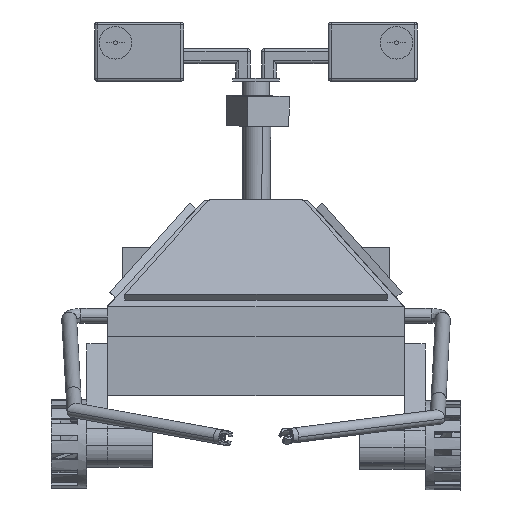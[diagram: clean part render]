
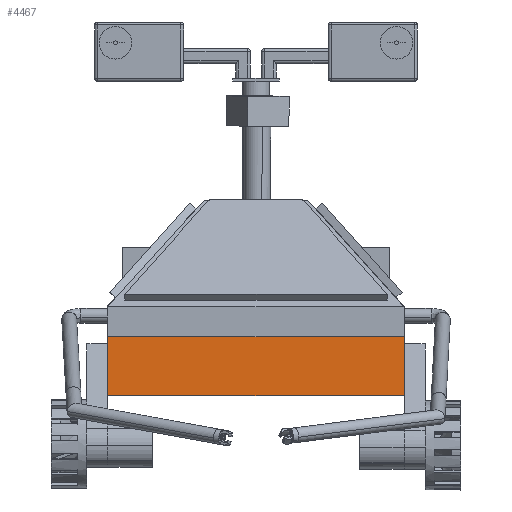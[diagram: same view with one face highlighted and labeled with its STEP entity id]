
A CAD part, left-side view. The second image highlights one B-rep face of the part: STEP entity #4467.
In plain terms, the highlighted planar face has unit normal (-1, 0, 0).
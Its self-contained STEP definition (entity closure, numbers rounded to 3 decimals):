
#693 = VECTOR ( 'NONE', #8118, 1000. ) ;
#1935 = CARTESIAN_POINT ( 'NONE',  ( -600., 500., 0. ) ) ;
#3150 = LINE ( 'NONE', #16388, #39247 ) ;
#3490 = ORIENTED_EDGE ( 'NONE', *, *, #15455, .T. ) ;
#3816 = AXIS2_PLACEMENT_3D ( 'NONE', #10310, #20488, #21123 ) ;
#4467 = ADVANCED_FACE ( 'NONE', ( #26780 ), #10740, .F. ) ;
#5801 = LINE ( 'NONE', #22272, #26169 ) ;
#6439 = DIRECTION ( 'NONE',  ( 0., 0., -1. ) ) ;
#8118 = DIRECTION ( 'NONE',  ( 0., 0., -1. ) ) ;
#10310 = CARTESIAN_POINT ( 'NONE',  ( -600., 500., 200. ) ) ;
#10332 = VERTEX_POINT ( 'NONE', #29950 ) ;
#10740 = PLANE ( 'NONE',  #3816 ) ;
#11142 = EDGE_CURVE ( 'NONE', #33298, #12406, #5801, .T. ) ;
#11809 = LINE ( 'NONE', #18732, #693 ) ;
#12406 = VERTEX_POINT ( 'NONE', #38522 ) ;
#14046 = CARTESIAN_POINT ( 'NONE',  ( -600., -500., 200. ) ) ;
#14808 = ORIENTED_EDGE ( 'NONE', *, *, #21142, .T. ) ;
#15170 = DIRECTION ( 'NONE',  ( 0., -1., 0. ) ) ;
#15455 = EDGE_CURVE ( 'NONE', #39833, #12406, #31635, .T. ) ;
#15962 = VECTOR ( 'NONE', #15170, 1000. ) ;
#16388 = CARTESIAN_POINT ( 'NONE',  ( -600., 500., 200. ) ) ;
#18732 = CARTESIAN_POINT ( 'NONE',  ( -600., 500., 200. ) ) ;
#19571 = CARTESIAN_POINT ( 'NONE',  ( -600., 500., 0. ) ) ;
#20488 = DIRECTION ( 'NONE',  ( 1., 0., 0. ) ) ;
#21123 = DIRECTION ( 'NONE',  ( 0., 0., -1. ) ) ;
#21142 = EDGE_CURVE ( 'NONE', #10332, #39833, #11809, .T. ) ;
#22272 = CARTESIAN_POINT ( 'NONE',  ( -600., -500., 200. ) ) ;
#24613 = ORIENTED_EDGE ( 'NONE', *, *, #41946, .F. ) ;
#26169 = VECTOR ( 'NONE', #6439, 1000. ) ;
#26780 = FACE_OUTER_BOUND ( 'NONE', #40424, .T. ) ;
#29604 = DIRECTION ( 'NONE',  ( 0., -1., 0. ) ) ;
#29950 = CARTESIAN_POINT ( 'NONE',  ( -600., 500., 200. ) ) ;
#30743 = ORIENTED_EDGE ( 'NONE', *, *, #11142, .F. ) ;
#31635 = LINE ( 'NONE', #1935, #15962 ) ;
#33298 = VERTEX_POINT ( 'NONE', #14046 ) ;
#38522 = CARTESIAN_POINT ( 'NONE',  ( -600., -500., 0. ) ) ;
#39247 = VECTOR ( 'NONE', #29604, 1000. ) ;
#39833 = VERTEX_POINT ( 'NONE', #19571 ) ;
#40424 = EDGE_LOOP ( 'NONE', ( #3490, #30743, #24613, #14808 ) ) ;
#41946 = EDGE_CURVE ( 'NONE', #10332, #33298, #3150, .T. ) ;
